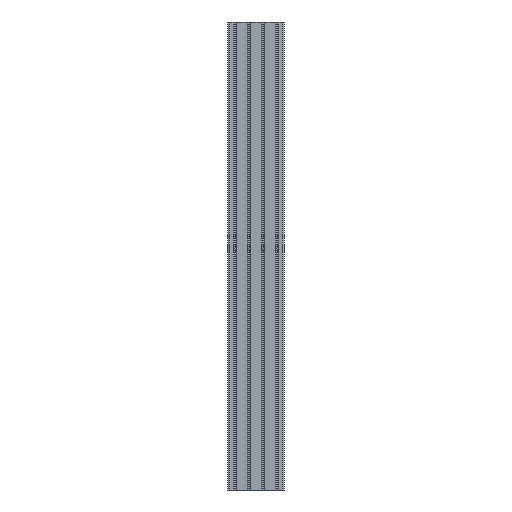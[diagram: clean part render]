
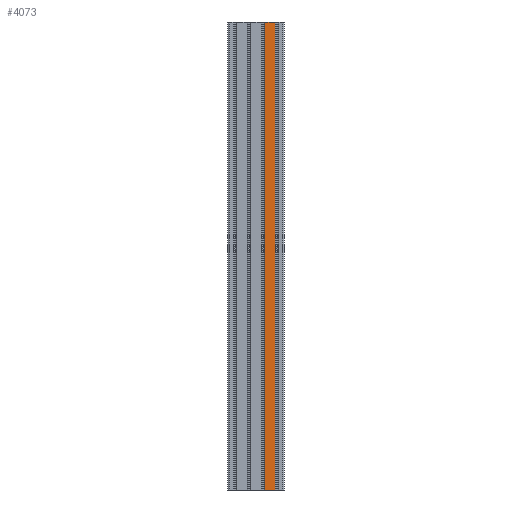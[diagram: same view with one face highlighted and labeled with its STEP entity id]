
A CAD part, front view. The second image highlights one B-rep face of the part: STEP entity #4073.
In plain terms, the highlighted planar face has unit normal (0, -1, 0).
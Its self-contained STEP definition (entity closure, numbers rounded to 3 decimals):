
#76=PLANE($,#4380);
#227=FACE_OUTER_BOUND($,#439,.T.);
#439=EDGE_LOOP($,(#2989,#2990,#2991,#2992));
#745=LINE($,#6411,#1153);
#746=LINE($,#6414,#1154);
#747=LINE($,#6416,#1155);
#748=LINE($,#6417,#1156);
#1153=VECTOR($,#5160,1000.);
#1154=VECTOR($,#5163,21.8);
#1155=VECTOR($,#5164,21.8);
#1156=VECTOR($,#5165,1000.);
#1781=VERTEX_POINT($,#6407);
#1782=VERTEX_POINT($,#6409);
#1783=VERTEX_POINT($,#6413);
#1784=VERTEX_POINT($,#6415);
#2283=EDGE_CURVE($,#1781,#1782,#745,.T.);
#2284=EDGE_CURVE($,#1783,#1781,#746,.T.);
#2285=EDGE_CURVE($,#1784,#1782,#747,.T.);
#2286=EDGE_CURVE($,#1783,#1784,#748,.T.);
#2989=ORIENTED_EDGE($,*,*,#2284,.T.);
#2990=ORIENTED_EDGE($,*,*,#2283,.T.);
#2991=ORIENTED_EDGE($,*,*,#2285,.F.);
#2992=ORIENTED_EDGE($,*,*,#2286,.F.);
#4073=ADVANCED_FACE($,(#227),#76,.T.);
#4380=AXIS2_PLACEMENT_3D($,#6412,#5161,#5162);
#5160=DIRECTION($,(0.,0.,1.));
#5161=DIRECTION('center_axis',(0.,-1.,0.));
#5162=DIRECTION('ref_axis',(1.,0.,0.));
#5163=DIRECTION($,(1.,0.,0.));
#5164=DIRECTION($,(1.,0.,0.));
#5165=DIRECTION($,(0.,0.,1.));
#6407=CARTESIAN_POINT('',(21.8,-30.,0.));
#6409=CARTESIAN_POINT('',(21.8,-30.,1000.));
#6411=CARTESIAN_POINT($,(21.8,-30.,0.));
#6412=CARTESIAN_POINT('Origin',(0.,-30.,
0.));
#6413=CARTESIAN_POINT('',(0.,-30.,0.));
#6414=CARTESIAN_POINT($,(0.,-30.,0.));
#6415=CARTESIAN_POINT('',(0.,-30.,1000.));
#6416=CARTESIAN_POINT($,(0.,-30.,1000.));
#6417=CARTESIAN_POINT($,(0.,-30.,0.));
